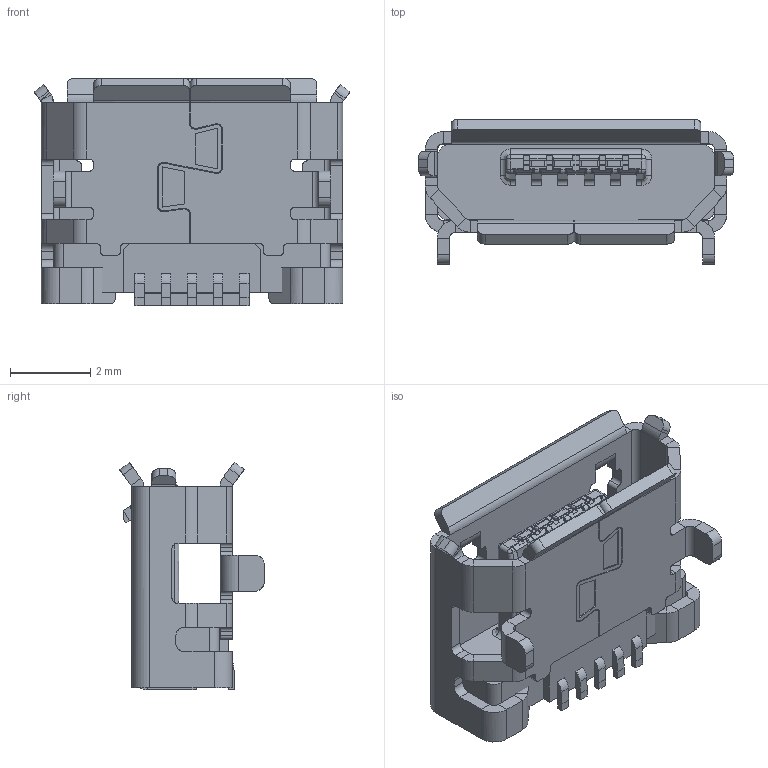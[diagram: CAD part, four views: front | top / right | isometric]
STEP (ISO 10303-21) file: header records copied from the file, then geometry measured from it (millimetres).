
FILE_DESCRIPTION (( 'STEP AP214' ), '1' );
FILE_NAME ('10118193.STEP', '2023-07-07T23:17:15', ( '' ), ( '' ), 'SwSTEP 2.0', 'SolidWorks 2020', '' );
FILE_SCHEMA (( 'AUTOMOTIVE_DESIGN' ));
Length unit declared in the file: millimetre
Products named in the file (2): 10118193
Assembly tree (1 placements, depth 2):
  10118193
    10118193
Bounding box: 7.86 x 3.6 x 5.66 mm (x, y, z)
Surface area: 276.5 mm2 (no closed solid volume)
Topology: 0 solids, 2 shells, 745 faces, 1877 edges, 1126 vertices
Faces by surface type: bspline 745
Entity records: 23223 total; most frequent: CARTESIAN_POINT 11774, ORIENTED_EDGE 3738, EDGE_CURVE 1873, B_SPLINE_CURVE_WITH_KNOTS 1667, VERTEX_POINT 1126, EDGE_LOOP 757, ADVANCED_FACE 745, FACE_OUTER_BOUND 745
